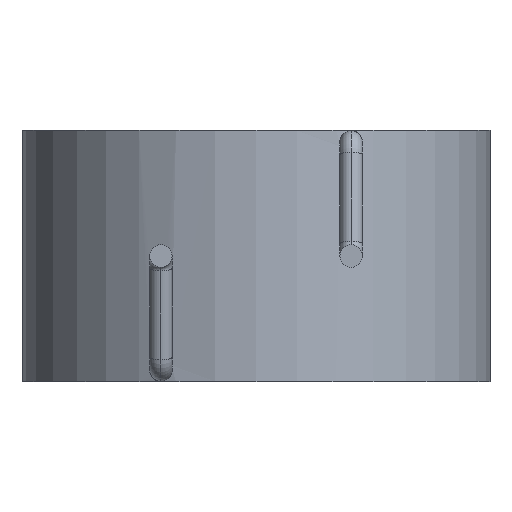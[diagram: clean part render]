
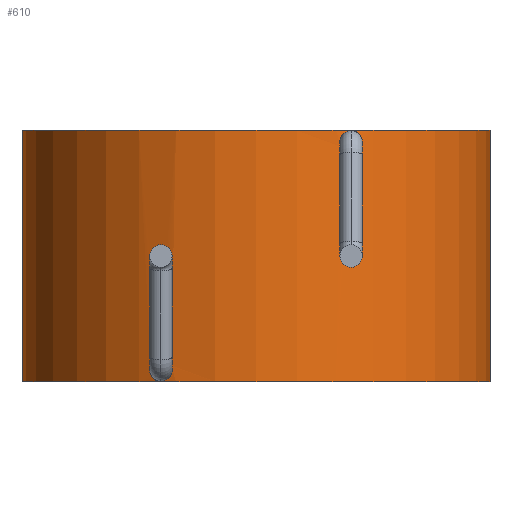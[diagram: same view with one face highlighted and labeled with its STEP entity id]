
A CAD part, front view. The second image highlights one B-rep face of the part: STEP entity #610.
In plain terms, the highlighted cylindrical face has radius 6.15 mm (diameter 12.3 mm), a partial arc.
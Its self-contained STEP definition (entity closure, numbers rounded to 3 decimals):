
#26 = CARTESIAN_POINT ( 'NONE',  ( 2.76, 3.654, 3.16 ) ) ;
#29 = EDGE_CURVE ( 'NONE', #554, #180, #601, .T. ) ;
#38 = CARTESIAN_POINT ( 'NONE',  ( 2.5, 3.531, 3.295 ) ) ;
#48 = CARTESIAN_POINT ( 'NONE',  ( -2.5, 3.531, -3.295 ) ) ;
#52 = EDGE_CURVE ( 'NONE', #276, #340, #190, .T. ) ;
#54 = EDGE_LOOP ( 'NONE', ( #681, #55, #192, #345 ) ) ;
#55 = ORIENTED_EDGE ( 'NONE', *, *, #207, .F. ) ;
#59 = CIRCLE ( 'NONE', #559, 6.15 ) ;
#61 = CARTESIAN_POINT ( 'NONE',  ( 2.24, 3.422, 2.841 ) ) ;
#79 = B_SPLINE_CURVE_WITH_KNOTS ( 'NONE', 3,
 ( #365, #411, #126, #475, #710, #88, #145, #485, #95, #421 ),
 .UNSPECIFIED., .F., .F.,
 ( 4, 2, 2, 2, 4 ),
 ( 0.001, 0.001, 0.001, 0.002, 0.002 ),
 .UNSPECIFIED. ) ;
#80 = CARTESIAN_POINT ( 'NONE',  ( -2.648, 3.599, -2.733 ) ) ;
#86 = CARTESIAN_POINT ( 'NONE',  ( 2.426, 3.498, 2.705 ) ) ;
#88 = CARTESIAN_POINT ( 'NONE',  ( -2.205, 3.409, -2.921 ) ) ;
#95 = CARTESIAN_POINT ( 'NONE',  ( -2.426, 3.498, -2.705 ) ) ;
#97 = CARTESIAN_POINT ( 'NONE',  ( 2.574, 3.564, 3.295 ) ) ;
#109 = VECTOR ( 'NONE', #120, 1000. ) ;
#110 = CARTESIAN_POINT ( 'NONE',  ( 0., 9.15, 3.3 ) ) ;
#120 = DIRECTION ( 'NONE',  ( 0., 0., -1. ) ) ;
#126 = CARTESIAN_POINT ( 'NONE',  ( -2.352, 3.467, -3.266 ) ) ;
#145 = CARTESIAN_POINT ( 'NONE',  ( -2.24, 3.422, -2.841 ) ) ;
#159 = EDGE_CURVE ( 'NONE', #380, #289, #79, .T. ) ;
#167 = CARTESIAN_POINT ( 'NONE',  ( -6.15, 9.15, 3.3 ) ) ;
#172 = CIRCLE ( 'NONE', #379, 6.15 ) ;
#180 = VERTEX_POINT ( 'NONE', #420 ) ;
#182 = ORIENTED_EDGE ( 'NONE', *, *, #159, .F. ) ;
#185 = EDGE_CURVE ( 'NONE', #180, #554, #534, .T. ) ;
#190 = LINE ( 'NONE', #509, #109 ) ;
#192 = ORIENTED_EDGE ( 'NONE', *, *, #666, .T. ) ;
#196 = CARTESIAN_POINT ( 'NONE',  ( -2.5, 3.531, -2.705 ) ) ;
#207 = EDGE_CURVE ( 'NONE', #350, #276, #172, .T. ) ;
#223 = CARTESIAN_POINT ( 'NONE',  ( -2.648, 3.599, -3.267 ) ) ;
#228 = CYLINDRICAL_SURFACE ( 'NONE', #560, 6.15 ) ;
#253 = CARTESIAN_POINT ( 'NONE',  ( 6.15, 9.15, 3.3 ) ) ;
#255 = CARTESIAN_POINT ( 'NONE',  ( 2.427, 3.498, 3.295 ) ) ;
#276 = VERTEX_POINT ( 'NONE', #253 ) ;
#284 = CARTESIAN_POINT ( 'NONE',  ( 2.795, 3.672, 2.918 ) ) ;
#289 = VERTEX_POINT ( 'NONE', #196 ) ;
#305 = CARTESIAN_POINT ( 'NONE',  ( 2.241, 3.422, 3.16 ) ) ;
#307 = FACE_OUTER_BOUND ( 'NONE', #54, .T. ) ;
#324 = DIRECTION ( 'NONE',  ( 0., 0., -1. ) ) ;
#330 = B_SPLINE_CURVE_WITH_KNOTS ( 'NONE', 3,
 ( #462, #640, #80, #403, #494, #606, #428, #223, #544, #48 ),
 .UNSPECIFIED., .F., .F.,
 ( 4, 2, 2, 2, 4 ),
 ( 0., 0., 0., 0.001, 0.001 ),
 .UNSPECIFIED. ) ;
#333 = CARTESIAN_POINT ( 'NONE',  ( 2.575, 3.564, 2.705 ) ) ;
#340 = VERTEX_POINT ( 'NONE', #385 ) ;
#342 = DIRECTION ( 'NONE',  ( 0., 0., 1. ) ) ;
#344 = CARTESIAN_POINT ( 'NONE',  ( 2.795, 3.672, 3.08 ) ) ;
#345 = ORIENTED_EDGE ( 'NONE', *, *, #358, .T. ) ;
#350 = VERTEX_POINT ( 'NONE', #167 ) ;
#358 = EDGE_CURVE ( 'NONE', #404, #340, #59, .T. ) ;
#365 = CARTESIAN_POINT ( 'NONE',  ( -2.5, 3.531, -3.295 ) ) ;
#369 = CARTESIAN_POINT ( 'NONE',  ( 2.5, 3.531, 3.295 ) ) ;
#374 = DIRECTION ( 'NONE',  ( -1., 0., 0. ) ) ;
#379 = AXIS2_PLACEMENT_3D ( 'NONE', #110, #342, #582 ) ;
#380 = VERTEX_POINT ( 'NONE', #589 ) ;
#385 = CARTESIAN_POINT ( 'NONE',  ( 6.15, 9.15, -3.3 ) ) ;
#390 = CARTESIAN_POINT ( 'NONE',  ( -6.15, 9.15, 3.3 ) ) ;
#397 = CARTESIAN_POINT ( 'NONE',  ( 2.648, 3.599, 2.733 ) ) ;
#403 = CARTESIAN_POINT ( 'NONE',  ( -2.759, 3.653, -2.84 ) ) ;
#404 = VERTEX_POINT ( 'NONE', #577 ) ;
#411 = CARTESIAN_POINT ( 'NONE',  ( -2.427, 3.498, -3.295 ) ) ;
#420 = CARTESIAN_POINT ( 'NONE',  ( 2.5, 3.531, 3.295 ) ) ;
#421 = CARTESIAN_POINT ( 'NONE',  ( -2.5, 3.531, -2.705 ) ) ;
#428 = CARTESIAN_POINT ( 'NONE',  ( -2.76, 3.654, -3.16 ) ) ;
#437 = DIRECTION ( 'NONE',  ( 1., 0., 0. ) ) ;
#443 = DIRECTION ( 'NONE',  ( 0., 0., -1. ) ) ;
#445 = CARTESIAN_POINT ( 'NONE',  ( 2.5, 3.531, 2.705 ) ) ;
#462 = CARTESIAN_POINT ( 'NONE',  ( -2.5, 3.531, -2.705 ) ) ;
#463 = LINE ( 'NONE', #390, #639 ) ;
#474 = FACE_BOUND ( 'NONE', #694, .T. ) ;
#475 = CARTESIAN_POINT ( 'NONE',  ( -2.241, 3.422, -3.16 ) ) ;
#482 = ORIENTED_EDGE ( 'NONE', *, *, #29, .F. ) ;
#485 = CARTESIAN_POINT ( 'NONE',  ( -2.351, 3.467, -2.734 ) ) ;
#492 = ORIENTED_EDGE ( 'NONE', *, *, #185, .F. ) ;
#494 = CARTESIAN_POINT ( 'NONE',  ( -2.795, 3.672, -2.918 ) ) ;
#504 = CARTESIAN_POINT ( 'NONE',  ( 0., 9.15, -3.3 ) ) ;
#508 = CARTESIAN_POINT ( 'NONE',  ( 2.759, 3.653, 2.84 ) ) ;
#509 = CARTESIAN_POINT ( 'NONE',  ( 6.15, 9.15, 3.3 ) ) ;
#522 = EDGE_LOOP ( 'NONE', ( #712, #182 ) ) ;
#534 = B_SPLINE_CURVE_WITH_KNOTS ( 'NONE', 3,
 ( #369, #255, #708, #305, #653, #675, #61, #730, #86, #617 ),
 .UNSPECIFIED., .F., .F.,
 ( 4, 2, 2, 2, 4 ),
 ( 0.001, 0.001, 0.001, 0.002, 0.002 ),
 .UNSPECIFIED. ) ;
#544 = CARTESIAN_POINT ( 'NONE',  ( -2.574, 3.564, -3.295 ) ) ;
#547 = EDGE_CURVE ( 'NONE', #289, #380, #330, .T. ) ;
#554 = VERTEX_POINT ( 'NONE', #574 ) ;
#559 = AXIS2_PLACEMENT_3D ( 'NONE', #504, #662, #437 ) ;
#560 = AXIS2_PLACEMENT_3D ( 'NONE', #611, #324, #374 ) ;
#574 = CARTESIAN_POINT ( 'NONE',  ( 2.5, 3.531, 2.705 ) ) ;
#577 = CARTESIAN_POINT ( 'NONE',  ( -6.15, 9.15, -3.3 ) ) ;
#582 = DIRECTION ( 'NONE',  ( 1., 0., 0. ) ) ;
#589 = CARTESIAN_POINT ( 'NONE',  ( -2.5, 3.531, -3.295 ) ) ;
#601 = B_SPLINE_CURVE_WITH_KNOTS ( 'NONE', 3,
 ( #445, #333, #397, #508, #284, #344, #26, #631, #97, #38 ),
 .UNSPECIFIED., .F., .F.,
 ( 4, 2, 2, 2, 4 ),
 ( 0., 0., 0., 0.001, 0.001 ),
 .UNSPECIFIED. ) ;
#606 = CARTESIAN_POINT ( 'NONE',  ( -2.795, 3.672, -3.08 ) ) ;
#610 = ADVANCED_FACE ( 'NONE', ( #307, #474, #630 ), #228, .T. ) ;
#611 = CARTESIAN_POINT ( 'NONE',  ( 0., 9.15, 3.3 ) ) ;
#617 = CARTESIAN_POINT ( 'NONE',  ( 2.5, 3.531, 2.705 ) ) ;
#630 = FACE_BOUND ( 'NONE', #522, .T. ) ;
#631 = CARTESIAN_POINT ( 'NONE',  ( 2.648, 3.599, 3.267 ) ) ;
#639 = VECTOR ( 'NONE', #443, 1000. ) ;
#640 = CARTESIAN_POINT ( 'NONE',  ( -2.575, 3.564, -2.705 ) ) ;
#653 = CARTESIAN_POINT ( 'NONE',  ( 2.205, 3.409, 3.081 ) ) ;
#662 = DIRECTION ( 'NONE',  ( 0., 0., 1. ) ) ;
#666 = EDGE_CURVE ( 'NONE', #350, #404, #463, .T. ) ;
#675 = CARTESIAN_POINT ( 'NONE',  ( 2.205, 3.409, 2.921 ) ) ;
#681 = ORIENTED_EDGE ( 'NONE', *, *, #52, .F. ) ;
#694 = EDGE_LOOP ( 'NONE', ( #482, #492 ) ) ;
#708 = CARTESIAN_POINT ( 'NONE',  ( 2.352, 3.467, 3.266 ) ) ;
#710 = CARTESIAN_POINT ( 'NONE',  ( -2.205, 3.409, -3.081 ) ) ;
#712 = ORIENTED_EDGE ( 'NONE', *, *, #547, .F. ) ;
#730 = CARTESIAN_POINT ( 'NONE',  ( 2.351, 3.467, 2.734 ) ) ;
